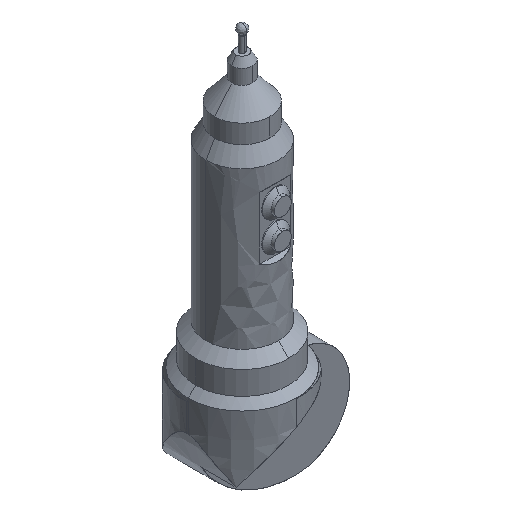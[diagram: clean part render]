
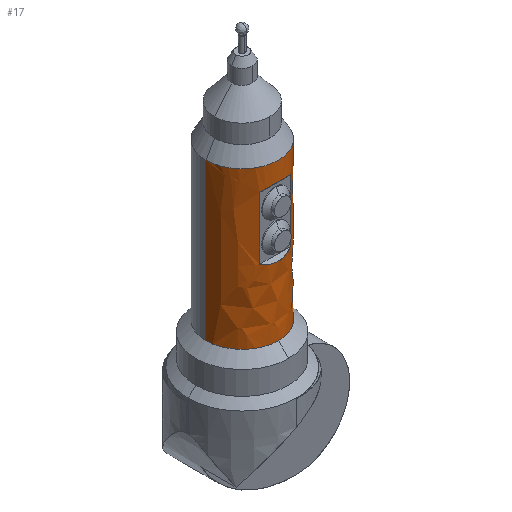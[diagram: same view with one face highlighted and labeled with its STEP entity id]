
A CAD part, isometric view. The second image highlights one B-rep face of the part: STEP entity #17.
In plain terms, the highlighted face is a revolution surface.
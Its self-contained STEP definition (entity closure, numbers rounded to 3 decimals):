
#17 = ADVANCED_FACE('',(#18,#111),#33,.T.);
#18 = FACE_BOUND('',#19,.T.);
#19 = EDGE_LOOP('',(#20,#47,#63,#80,#96));
#20 = ORIENTED_EDGE('',*,*,#21,.T.);
#21 = EDGE_CURVE('',#22,#24,#26,.T.);
#22 = VERTEX_POINT('',#23);
#23 = CARTESIAN_POINT('',(-29.,-19.5,58.));
#24 = VERTEX_POINT('',#25);
#25 = CARTESIAN_POINT('',(-9.5,0.,58.));
#26 = SURFACE_CURVE('',#27,(#32),.PCURVE_S1.);
#27 = CIRCLE('',#28,19.5);
#28 = AXIS2_PLACEMENT_3D('',#29,#30,#31);
#29 = CARTESIAN_POINT('',(-29.,0.,58.));
#30 = DIRECTION('',(0.,0.,1.));
#31 = DIRECTION('',(-1.,0.,0.));
#32 = PCURVE('',#33,#41);
#33 = SURFACE_OF_REVOLUTION('',#34,#38);
#34 = LINE('',#35,#36);
#35 = CARTESIAN_POINT('',(-48.5,0.,58.));
#36 = VECTOR('',#37,1.);
#37 = DIRECTION('',(0.,0.,1.));
#38 = AXIS1_PLACEMENT('',#39,#40);
#39 = CARTESIAN_POINT('',(-29.,0.,137.));
#40 = DIRECTION('',(0.,0.,1.));
#41 = DEFINITIONAL_REPRESENTATION('',(#42),#46);
#42 = LINE('',#43,#44);
#43 = CARTESIAN_POINT('',(0.,0.));
#44 = VECTOR('',#45,1.);
#45 = DIRECTION('',(1.,0.));
#46 = ( GEOMETRIC_REPRESENTATION_CONTEXT(2) 
PARAMETRIC_REPRESENTATION_CONTEXT() REPRESENTATION_CONTEXT('2D SPACE',''
  ) );
#47 = ORIENTED_EDGE('',*,*,#48,.T.);
#48 = EDGE_CURVE('',#24,#49,#51,.T.);
#49 = VERTEX_POINT('',#50);
#50 = CARTESIAN_POINT('',(-9.5,0.,142.));
#51 = SURFACE_CURVE('',#52,(#56),.PCURVE_S1.);
#52 = LINE('',#53,#54);
#53 = CARTESIAN_POINT('',(-9.5,0.,58.));
#54 = VECTOR('',#55,1.);
#55 = DIRECTION('',(0.,0.,1.));
#56 = PCURVE('',#33,#57);
#57 = DEFINITIONAL_REPRESENTATION('',(#58),#62);
#58 = LINE('',#59,#60);
#59 = CARTESIAN_POINT('',(3.142,0.));
#60 = VECTOR('',#61,1.);
#61 = DIRECTION('',(0.,1.));
#62 = ( GEOMETRIC_REPRESENTATION_CONTEXT(2) 
PARAMETRIC_REPRESENTATION_CONTEXT() REPRESENTATION_CONTEXT('2D SPACE',''
  ) );
#63 = ORIENTED_EDGE('',*,*,#64,.T.);
#64 = EDGE_CURVE('',#49,#65,#67,.T.);
#65 = VERTEX_POINT('',#66);
#66 = CARTESIAN_POINT('',(-48.5,0.,142.));
#67 = SURFACE_CURVE('',#68,(#73),.PCURVE_S1.);
#68 = CIRCLE('',#69,19.5);
#69 = AXIS2_PLACEMENT_3D('',#70,#71,#72);
#70 = CARTESIAN_POINT('',(-29.,0.,142.));
#71 = DIRECTION('',(0.,0.,-1.));
#72 = DIRECTION('',(-1.,0.,0.));
#73 = PCURVE('',#33,#74);
#74 = DEFINITIONAL_REPRESENTATION('',(#75),#79);
#75 = LINE('',#76,#77);
#76 = CARTESIAN_POINT('',(6.283,84.));
#77 = VECTOR('',#78,1.);
#78 = DIRECTION('',(-1.,0.));
#79 = ( GEOMETRIC_REPRESENTATION_CONTEXT(2) 
PARAMETRIC_REPRESENTATION_CONTEXT() REPRESENTATION_CONTEXT('2D SPACE',''
  ) );
#80 = ORIENTED_EDGE('',*,*,#81,.T.);
#81 = EDGE_CURVE('',#65,#82,#84,.T.);
#82 = VERTEX_POINT('',#83);
#83 = CARTESIAN_POINT('',(-48.5,0.,58.));
#84 = SURFACE_CURVE('',#85,(#89),.PCURVE_S1.);
#85 = LINE('',#86,#87);
#86 = CARTESIAN_POINT('',(-48.5,0.,142.));
#87 = VECTOR('',#88,1.);
#88 = DIRECTION('',(0.,0.,-1.));
#89 = PCURVE('',#33,#90);
#90 = DEFINITIONAL_REPRESENTATION('',(#91),#95);
#91 = LINE('',#92,#93);
#92 = CARTESIAN_POINT('',(0.,84.));
#93 = VECTOR('',#94,1.);
#94 = DIRECTION('',(0.,-1.));
#95 = ( GEOMETRIC_REPRESENTATION_CONTEXT(2) 
PARAMETRIC_REPRESENTATION_CONTEXT() REPRESENTATION_CONTEXT('2D SPACE',''
  ) );
#96 = ORIENTED_EDGE('',*,*,#97,.T.);
#97 = EDGE_CURVE('',#82,#22,#98,.T.);
#98 = SURFACE_CURVE('',#99,(#104),.PCURVE_S1.);
#99 = CIRCLE('',#100,19.5);
#100 = AXIS2_PLACEMENT_3D('',#101,#102,#103);
#101 = CARTESIAN_POINT('',(-29.,0.,58.));
#102 = DIRECTION('',(0.,0.,1.));
#103 = DIRECTION('',(-1.,0.,0.));
#104 = PCURVE('',#33,#105);
#105 = DEFINITIONAL_REPRESENTATION('',(#106),#110);
#106 = LINE('',#107,#108);
#107 = CARTESIAN_POINT('',(0.,0.));
#108 = VECTOR('',#109,1.);
#109 = DIRECTION('',(1.,0.));
#110 = ( GEOMETRIC_REPRESENTATION_CONTEXT(2) 
PARAMETRIC_REPRESENTATION_CONTEXT() REPRESENTATION_CONTEXT('2D SPACE',''
  ) );
#111 = FACE_BOUND('',#112,.T.);
#112 = EDGE_LOOP('',(#113,#154,#169,#208));
#113 = ORIENTED_EDGE('',*,*,#114,.T.);
#114 = EDGE_CURVE('',#115,#117,#119,.T.);
#115 = VERTEX_POINT('',#116);
#116 = CARTESIAN_POINT('',(-37.183,-17.7,130.2));
#117 = VERTEX_POINT('',#118);
#118 = CARTESIAN_POINT('',(-20.817,-17.7,130.2));
#119 = SURFACE_CURVE('',#120,(#125),.PCURVE_S1.);
#120 = ( BOUNDED_CURVE() B_SPLINE_CURVE(3,(#121,#122,#123,#124),
.UNSPECIFIED.,.F.,.F.) B_SPLINE_CURVE_WITH_KNOTS((4,4),(5.85,
6.716),.PIECEWISE_BEZIER_KNOTS.) CURVE() 
GEOMETRIC_REPRESENTATION_ITEM() RATIONAL_B_SPLINE_CURVE((1.,0.938,
0.938,1.)) REPRESENTATION_ITEM('') );
#121 = CARTESIAN_POINT('',(-37.183,-17.7,130.2));
#122 = CARTESIAN_POINT('',(-31.906,-20.139,132.639));
#123 = CARTESIAN_POINT('',(-26.094,-20.139,132.639));
#124 = CARTESIAN_POINT('',(-20.817,-17.7,130.2));
#125 = PCURVE('',#33,#126);
#126 = DEFINITIONAL_REPRESENTATION('',(#127),#153);
#127 = B_SPLINE_CURVE_WITH_KNOTS('',3,(#128,#129,#130,#131,#132,#133,
    #134,#135,#136,#137,#138,#139,#140,#141,#142,#143,#144,#145,#146,
    #147,#148,#149,#150,#151,#152),.UNSPECIFIED.,.F.,.F.,(4,1,1,1,1,1,1,
    1,1,1,1,1,1,1,1,1,1,1,1,1,1,1,4),(5.85,5.89,
    5.929,5.968,6.008,6.047,6.086,
    6.126,6.165,6.204,6.244,6.283,
    6.323,6.362,6.401,6.441,6.48,6.519
    ,6.559,6.598,6.637,6.677,6.716),
  .UNSPECIFIED.);
#128 = CARTESIAN_POINT('',(1.138,72.2));
#129 = CARTESIAN_POINT('',(1.15,72.304));
#130 = CARTESIAN_POINT('',(1.176,72.504));
#131 = CARTESIAN_POINT('',(1.215,72.781));
#132 = CARTESIAN_POINT('',(1.253,73.031));
#133 = CARTESIAN_POINT('',(1.293,73.255));
#134 = CARTESIAN_POINT('',(1.332,73.451));
#135 = CARTESIAN_POINT('',(1.371,73.619));
#136 = CARTESIAN_POINT('',(1.411,73.757));
#137 = CARTESIAN_POINT('',(1.451,73.865));
#138 = CARTESIAN_POINT('',(1.491,73.943));
#139 = CARTESIAN_POINT('',(1.531,73.99));
#140 = CARTESIAN_POINT('',(1.571,74.005));
#141 = CARTESIAN_POINT('',(1.611,73.99));
#142 = CARTESIAN_POINT('',(1.651,73.943));
#143 = CARTESIAN_POINT('',(1.691,73.865));
#144 = CARTESIAN_POINT('',(1.73,73.757));
#145 = CARTESIAN_POINT('',(1.77,73.619));
#146 = CARTESIAN_POINT('',(1.81,73.451));
#147 = CARTESIAN_POINT('',(1.849,73.255));
#148 = CARTESIAN_POINT('',(1.888,73.031));
#149 = CARTESIAN_POINT('',(1.927,72.781));
#150 = CARTESIAN_POINT('',(1.966,72.504));
#151 = CARTESIAN_POINT('',(1.991,72.304));
#152 = CARTESIAN_POINT('',(2.004,72.2));
#153 = ( GEOMETRIC_REPRESENTATION_CONTEXT(2) 
PARAMETRIC_REPRESENTATION_CONTEXT() REPRESENTATION_CONTEXT('2D SPACE',''
  ) );
#154 = ORIENTED_EDGE('',*,*,#155,.T.);
#155 = EDGE_CURVE('',#117,#156,#158,.T.);
#156 = VERTEX_POINT('',#157);
#157 = CARTESIAN_POINT('',(-20.817,-17.7,96.8));
#158 = SURFACE_CURVE('',#159,(#163),.PCURVE_S1.);
#159 = LINE('',#160,#161);
#160 = CARTESIAN_POINT('',(-20.817,-17.7,130.2));
#161 = VECTOR('',#162,1.);
#162 = DIRECTION('',(0.,0.,-1.));
#163 = PCURVE('',#33,#164);
#164 = DEFINITIONAL_REPRESENTATION('',(#165),#168);
#165 = B_SPLINE_CURVE_WITH_KNOTS('',1,(#166,#167),.UNSPECIFIED.,.F.,.F.,
  (2,2),(0.,33.4),.PIECEWISE_BEZIER_KNOTS.);
#166 = CARTESIAN_POINT('',(2.004,72.2));
#167 = CARTESIAN_POINT('',(2.004,38.8));
#168 = ( GEOMETRIC_REPRESENTATION_CONTEXT(2) 
PARAMETRIC_REPRESENTATION_CONTEXT() REPRESENTATION_CONTEXT('2D SPACE',''
  ) );
#169 = ORIENTED_EDGE('',*,*,#170,.T.);
#170 = EDGE_CURVE('',#156,#171,#173,.T.);
#171 = VERTEX_POINT('',#172);
#172 = CARTESIAN_POINT('',(-37.183,-17.7,96.8));
#173 = SURFACE_CURVE('',#174,(#179),.PCURVE_S1.);
#174 = ( BOUNDED_CURVE() B_SPLINE_CURVE(3,(#175,#176,#177,#178),
.UNSPECIFIED.,.F.,.F.) B_SPLINE_CURVE_WITH_KNOTS((4,4),(2.709,
3.575),.PIECEWISE_BEZIER_KNOTS.) CURVE() 
GEOMETRIC_REPRESENTATION_ITEM() RATIONAL_B_SPLINE_CURVE((1.,0.938,
0.938,1.)) REPRESENTATION_ITEM('') );
#175 = CARTESIAN_POINT('',(-20.817,-17.7,96.8));
#176 = CARTESIAN_POINT('',(-26.094,-20.139,94.361));
#177 = CARTESIAN_POINT('',(-31.906,-20.139,94.361));
#178 = CARTESIAN_POINT('',(-37.183,-17.7,96.8));
#179 = PCURVE('',#33,#180);
#180 = DEFINITIONAL_REPRESENTATION('',(#181),#207);
#181 = B_SPLINE_CURVE_WITH_KNOTS('',3,(#182,#183,#184,#185,#186,#187,
    #188,#189,#190,#191,#192,#193,#194,#195,#196,#197,#198,#199,#200,
    #201,#202,#203,#204,#205,#206),.UNSPECIFIED.,.F.,.F.,(4,1,1,1,1,1,1,
    1,1,1,1,1,1,1,1,1,1,1,1,1,1,1,4),(2.709,2.748,
    2.787,2.827,2.866,2.905,2.945,
    2.984,3.023,3.063,3.102,3.142,
    3.181,3.22,3.26,3.299,3.338,
    3.378,3.417,3.457,3.496,3.535,
    3.575),.UNSPECIFIED.);
#182 = CARTESIAN_POINT('',(2.004,38.8));
#183 = CARTESIAN_POINT('',(1.991,38.696));
#184 = CARTESIAN_POINT('',(1.966,38.496));
#185 = CARTESIAN_POINT('',(1.927,38.219));
#186 = CARTESIAN_POINT('',(1.888,37.969));
#187 = CARTESIAN_POINT('',(1.849,37.745));
#188 = CARTESIAN_POINT('',(1.81,37.549));
#189 = CARTESIAN_POINT('',(1.77,37.381));
#190 = CARTESIAN_POINT('',(1.73,37.243));
#191 = CARTESIAN_POINT('',(1.691,37.135));
#192 = CARTESIAN_POINT('',(1.651,37.057));
#193 = CARTESIAN_POINT('',(1.611,37.01));
#194 = CARTESIAN_POINT('',(1.571,36.995));
#195 = CARTESIAN_POINT('',(1.531,37.01));
#196 = CARTESIAN_POINT('',(1.491,37.057));
#197 = CARTESIAN_POINT('',(1.451,37.135));
#198 = CARTESIAN_POINT('',(1.411,37.243));
#199 = CARTESIAN_POINT('',(1.371,37.381));
#200 = CARTESIAN_POINT('',(1.332,37.549));
#201 = CARTESIAN_POINT('',(1.293,37.745));
#202 = CARTESIAN_POINT('',(1.253,37.969));
#203 = CARTESIAN_POINT('',(1.215,38.219));
#204 = CARTESIAN_POINT('',(1.176,38.496));
#205 = CARTESIAN_POINT('',(1.15,38.696));
#206 = CARTESIAN_POINT('',(1.138,38.8));
#207 = ( GEOMETRIC_REPRESENTATION_CONTEXT(2) 
PARAMETRIC_REPRESENTATION_CONTEXT() REPRESENTATION_CONTEXT('2D SPACE',''
  ) );
#208 = ORIENTED_EDGE('',*,*,#209,.T.);
#209 = EDGE_CURVE('',#171,#115,#210,.T.);
#210 = SURFACE_CURVE('',#211,(#215),.PCURVE_S1.);
#211 = LINE('',#212,#213);
#212 = CARTESIAN_POINT('',(-37.183,-17.7,96.8));
#213 = VECTOR('',#214,1.);
#214 = DIRECTION('',(0.,0.,1.));
#215 = PCURVE('',#33,#216);
#216 = DEFINITIONAL_REPRESENTATION('',(#217),#220);
#217 = B_SPLINE_CURVE_WITH_KNOTS('',1,(#218,#219),.UNSPECIFIED.,.F.,.F.,
  (2,2),(0.,33.4),.PIECEWISE_BEZIER_KNOTS.);
#218 = CARTESIAN_POINT('',(1.138,38.8));
#219 = CARTESIAN_POINT('',(1.138,72.2));
#220 = ( GEOMETRIC_REPRESENTATION_CONTEXT(2) 
PARAMETRIC_REPRESENTATION_CONTEXT() REPRESENTATION_CONTEXT('2D SPACE',''
  ) );
